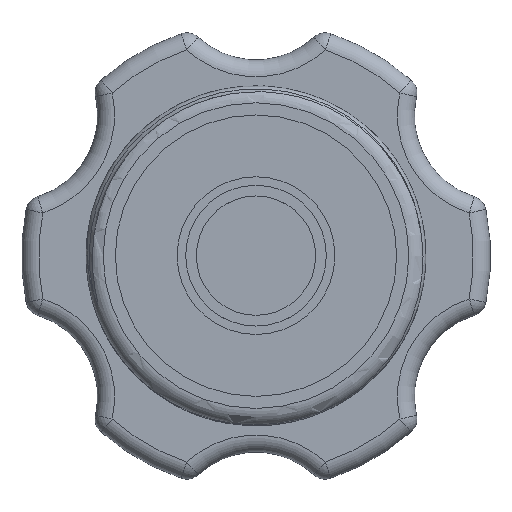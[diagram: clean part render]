
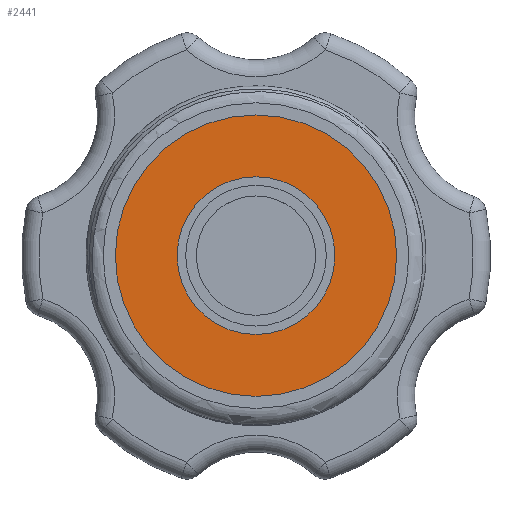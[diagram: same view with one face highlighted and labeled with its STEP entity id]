
A CAD part, top view. The second image highlights one B-rep face of the part: STEP entity #2441.
In plain terms, the highlighted planar face has unit normal (0, 0, 1).
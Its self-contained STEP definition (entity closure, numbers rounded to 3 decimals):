
#123=FACE_BOUND('',#908,.T.);
#139=PLANE('',#2854);
#368=CIRCLE('',#2846,16.5);
#371=CIRCLE('',#2851,9.25);
#700=FACE_OUTER_BOUND('',#907,.T.);
#907=EDGE_LOOP('',(#2202));
#908=EDGE_LOOP('',(#2203));
#1162=VERTEX_POINT('',#11974);
#1165=VERTEX_POINT('',#11984);
#1506=EDGE_CURVE('',#1162,#1162,#368,.T.);
#1511=EDGE_CURVE('',#1165,#1165,#371,.T.);
#2202=ORIENTED_EDGE('',*,*,#1506,.T.);
#2203=ORIENTED_EDGE('',*,*,#1511,.T.);
#2441=ADVANCED_FACE('',(#700,#123),#139,.T.);
#2846=AXIS2_PLACEMENT_3D('',#11975,#3659,#3660);
#2851=AXIS2_PLACEMENT_3D('',#11985,#3671,#3672);
#2854=AXIS2_PLACEMENT_3D('',#11990,#3678,#3679);
#3659=DIRECTION('center_axis',(0.,0.,1.));
#3660=DIRECTION('ref_axis',(1.,0.,0.));
#3671=DIRECTION('center_axis',(0.,0.,-1.));
#3672=DIRECTION('ref_axis',(-1.,0.,0.));
#3678=DIRECTION('center_axis',(0.,0.,1.));
#3679=DIRECTION('ref_axis',(1.,0.,0.));
#11974=CARTESIAN_POINT('',(-16.5,0.,1.8));
#11975=CARTESIAN_POINT('Origin',(0.,0.,1.8));
#11984=CARTESIAN_POINT('',(9.25,0.,1.8));
#11985=CARTESIAN_POINT('Origin',(0.,0.,1.8));
#11990=CARTESIAN_POINT('Origin',(0.,0.,1.8));
